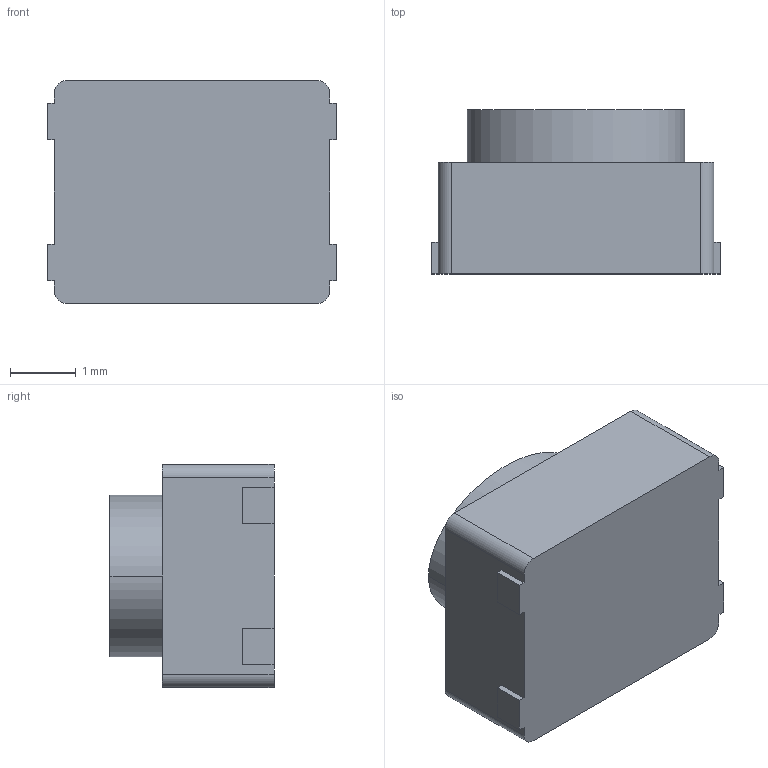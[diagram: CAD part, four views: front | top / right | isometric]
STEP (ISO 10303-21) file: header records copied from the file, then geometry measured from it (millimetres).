
FILE_DESCRIPTION (( 'STEP AP203' ), '1' );
FILE_NAME ('峚雄.STEP', '2020-12-04T10:41:06', ( '' ), ( '' ), 'SwSTEP 2.0', 'SolidWorks 2018', '' );
FILE_SCHEMA (( 'CONFIG_CONTROL_DESIGN' ));
Length unit declared in the file: millimetre
Products named in the file (1): 峚雄
Bounding box: 4.4 x 2.5 x 3.4 mm (x, y, z)
Volume: 29.5 mm3; surface area: 61.9 mm2
Topology: 1 solids, 1 shells, 29 faces, 78 edges, 52 vertices
Faces by surface type: plane 23, cylinder 4, bspline 2
Entity records: 983 total; most frequent: CARTESIAN_POINT 186, ORIENTED_EDGE 156, DIRECTION 138, EDGE_CURVE 78, LINE 66, VECTOR 66, VERTEX_POINT 52, AXIS2_PLACEMENT_3D 36
